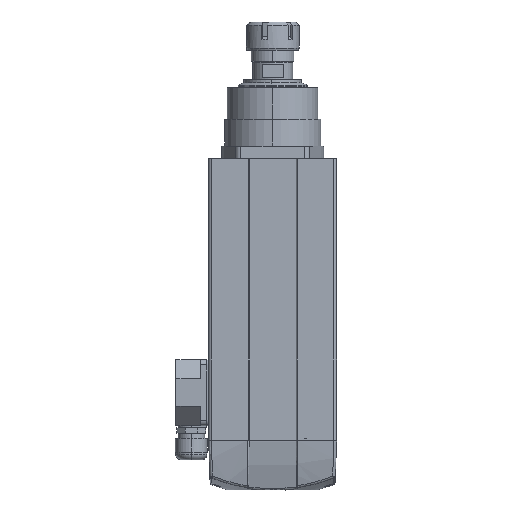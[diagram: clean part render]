
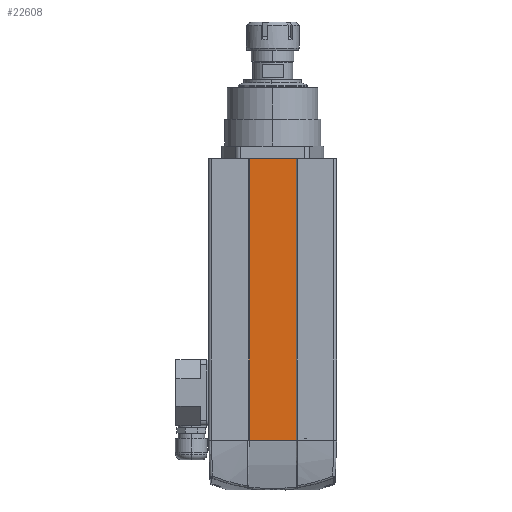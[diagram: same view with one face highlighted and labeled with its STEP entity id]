
A CAD part, left-side view. The second image highlights one B-rep face of the part: STEP entity #22608.
In plain terms, the highlighted planar face has unit normal (-1, 0, 0).
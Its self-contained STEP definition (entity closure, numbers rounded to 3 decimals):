
#9 = CARTESIAN_POINT ( 'NONE',  ( -11419.438, 0., 0. ) ) ;
#2287 = CARTESIAN_POINT ( 'NONE',  ( -11419.438, 0., 264. ) ) ;
#2520 = VECTOR ( 'NONE', #12864, 1000. ) ;
#2738 = VERTEX_POINT ( 'NONE', #10074 ) ;
#3600 = ORIENTED_EDGE ( 'NONE', *, *, #16342, .T. ) ;
#3639 = VERTEX_POINT ( 'NONE', #21066 ) ;
#4779 = FACE_OUTER_BOUND ( 'NONE', #10743, .T. ) ;
#6175 = ORIENTED_EDGE ( 'NONE', *, *, #6996, .F. ) ;
#6975 = LINE ( 'NONE', #19066, #15772 ) ;
#6996 = EDGE_CURVE ( 'NONE', #26138, #2738, #6975, .T. ) ;
#7960 = PLANE ( 'NONE',  #20786 ) ;
#8042 = CARTESIAN_POINT ( 'NONE',  ( -11419.438, 0., 264. ) ) ;
#8541 = DIRECTION ( 'NONE',  ( 0., -1., 0. ) ) ;
#9482 = EDGE_CURVE ( 'NONE', #14381, #2738, #26746, .T. ) ;
#10074 = CARTESIAN_POINT ( 'NONE',  ( -11419.438, -7642.289, 0. ) ) ;
#10602 = CARTESIAN_POINT ( 'NONE',  ( -11419.438, -7598.289, 264. ) ) ;
#10661 = DIRECTION ( 'NONE',  ( 0., 0., -1. ) ) ;
#10743 = EDGE_LOOP ( 'NONE', ( #20459, #6175, #12164, #3600 ) ) ;
#12164 = ORIENTED_EDGE ( 'NONE', *, *, #25588, .F. ) ;
#12864 = DIRECTION ( 'NONE',  ( 0., -1., 0. ) ) ;
#14381 = VERTEX_POINT ( 'NONE', #15313 ) ;
#15313 = CARTESIAN_POINT ( 'NONE',  ( -11419.438, -7598.289, 0. ) ) ;
#15772 = VECTOR ( 'NONE', #10661, 1000. ) ;
#16342 = EDGE_CURVE ( 'NONE', #3639, #14381, #22021, .T. ) ;
#16514 = VECTOR ( 'NONE', #25108, 1000. ) ;
#18459 = LINE ( 'NONE', #2287, #2520 ) ;
#19066 = CARTESIAN_POINT ( 'NONE',  ( -11419.438, -7642.289, 264. ) ) ;
#20459 = ORIENTED_EDGE ( 'NONE', *, *, #9482, .T. ) ;
#20786 = AXIS2_PLACEMENT_3D ( 'NONE', #8042, #22751, #22578 ) ;
#21066 = CARTESIAN_POINT ( 'NONE',  ( -11419.438, -7598.289, 264. ) ) ;
#21170 = VECTOR ( 'NONE', #8541, 1000. ) ;
#22021 = LINE ( 'NONE', #10602, #16514 ) ;
#22578 = DIRECTION ( 'NONE',  ( 0., 0., -1. ) ) ;
#22608 = ADVANCED_FACE ( 'NONE', ( #4779 ), #7960, .F. ) ;
#22751 = DIRECTION ( 'NONE',  ( 1., 0., 0. ) ) ;
#25108 = DIRECTION ( 'NONE',  ( 0., 0., -1. ) ) ;
#25227 = CARTESIAN_POINT ( 'NONE',  ( -11419.438, -7642.289, 264. ) ) ;
#25588 = EDGE_CURVE ( 'NONE', #3639, #26138, #18459, .T. ) ;
#26138 = VERTEX_POINT ( 'NONE', #25227 ) ;
#26746 = LINE ( 'NONE', #9, #21170 ) ;
